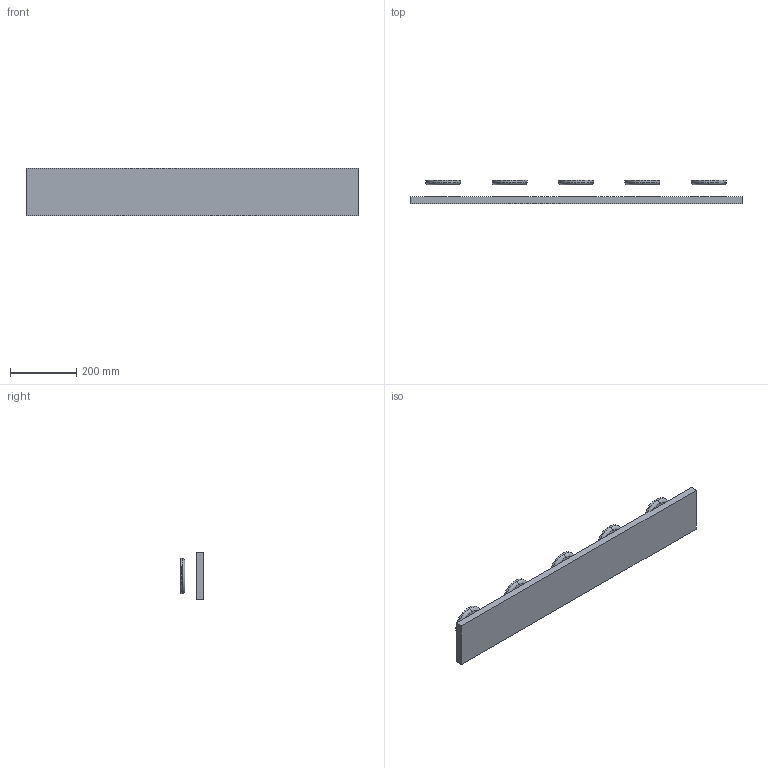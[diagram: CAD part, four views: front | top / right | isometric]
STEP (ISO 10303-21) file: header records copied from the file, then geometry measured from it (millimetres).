
FILE_DESCRIPTION(('FreeCAD Model'),'2;1');
FILE_NAME('Open CASCADE Shape Model','2025-05-09T19:08:08',('FreeCAD'),( 'FreeCAD'),'Open CASCADE STEP processor 7.6','FreeCAD','Unknown');
FILE_SCHEMA(('AUTOMOTIVE_DESIGN { 1 0 10303 214 1 1 1 1 }'));
Products named in the file (1): Open CASCADE STEP translator 7.6 1
Bounding box: 1004.25 x 71.2 x 143.46 mm (x, y, z)
Volume: 3100468 mm3; surface area: 651590.7 mm2
Topology: 16 solids, 16 shells, 2846 faces, 7892 edges, 5248 vertices
Faces by surface type: bspline 2846
Entity records: 130654 total; most frequent: CARTESIAN_POINT 82337, ORIENTED_EDGE 15784, EDGE_CURVE 7892, B_SPLINE_CURVE_WITH_KNOTS 7712, VERTEX_POINT 5248, FACE_BOUND 3016, EDGE_LOOP 3016, ADVANCED_FACE 2846
